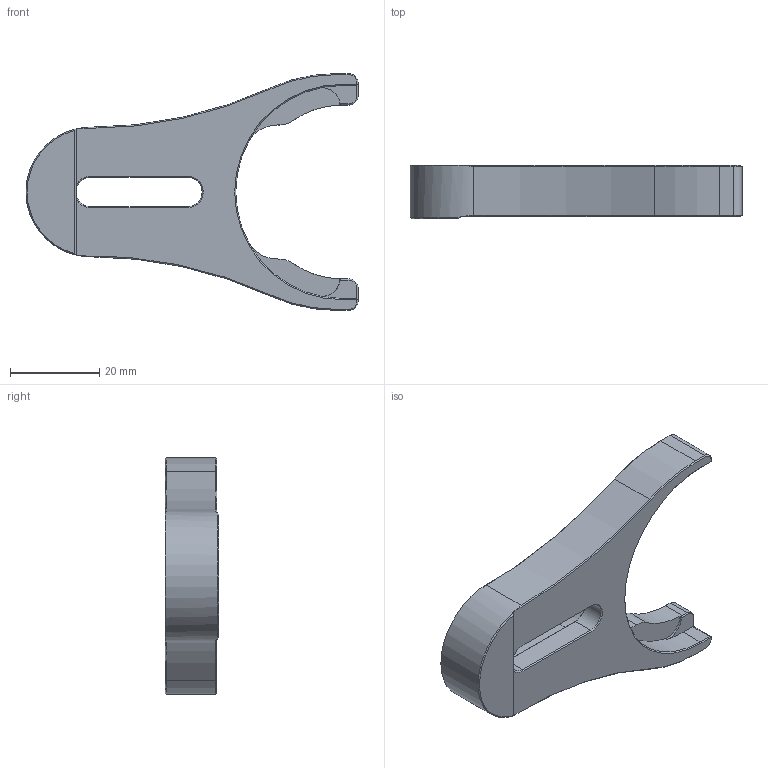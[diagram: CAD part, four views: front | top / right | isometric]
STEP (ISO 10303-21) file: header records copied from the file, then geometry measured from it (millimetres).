
FILE_DESCRIPTION (( 'STEP AP203' ), '1' );
FILE_NAME ('1.4.5.21_ZGY-1.5A_不锈钢1.5英寸光学叉型压板，A型.STEP', '2023-02-28T00:50:57', ( '' ), ( '' ), 'SwSTEP 2.0', 'SolidWorks 2021', '' );
FILE_SCHEMA (( 'CONFIG_CONTROL_DESIGN' ));
Length unit declared in the file: millimetre
Products named in the file (1): 1.4.5.21_ZGY-1.5A_不锈钢1.5英寸光学叉型压板，A型
Bounding box: 74.3 x 12 x 53 mm (x, y, z)
Volume: 16886.4 mm3; surface area: 7096.2 mm2
Topology: 1 solids, 1 shells, 111 faces, 270 edges, 161 vertices
Faces by surface type: plane 44, cone 40, cylinder 27
Entity records: 3304 total; most frequent: DIRECTION 587, CARTESIAN_POINT 579, ORIENTED_EDGE 540, EDGE_CURVE 270, AXIS2_PLACEMENT_3D 217, VERTEX_POINT 161, VECTOR 153, LINE 153
